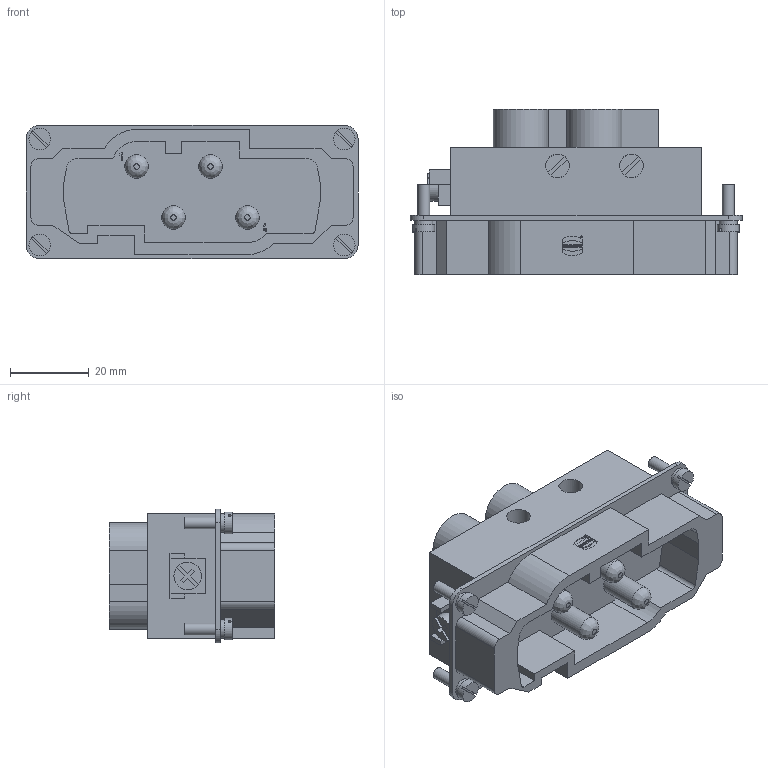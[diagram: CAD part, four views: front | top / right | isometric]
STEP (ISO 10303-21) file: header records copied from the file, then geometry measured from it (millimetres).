
FILE_DESCRIPTION(/* description */ (''),/* implementation_level */ '2;1');
FILE_NAME(/* name */ '100095056ugm000_b.stp',/* time_stamp */ '2017-10-31T10:20:56+01:00',/* author */ (''),/* organization */ (''),/* preprocessor_version */ 'ST-DEVELOPER v16',/* originating_system */ 'SIEMENS PLM Software NX 10.0',/* authorisation */ '');
FILE_SCHEMA (('AUTOMOTIVE_DESIGN { 1 0 10303 214 3 1 1 1 }'));
Length unit declared in the file: millimetre
Products named in the file (1): 100095056ugm000_b
Bounding box: 84.5 x 42 x 34 mm (x, y, z)
Volume: 54771.2 mm3; surface area: 20469.4 mm2
Topology: 1 solids, 1 shells, 493 faces, 1320 edges, 879 vertices
Faces by surface type: plane 437, cylinder 48, bspline 8
Full cylindrical faces by diameter (mm): 0.377 x1, 0.493 x1, 3 x4, 4.7 x4, 5.5 x4, 6 x8, 7 x1, 7.2 x4
Entity records: 16907 total; most frequent: CARTESIAN_POINT 2834, ORIENTED_EDGE 2578, DIRECTION 2389, EDGE_CURVE 1289, LINE 1145, VECTOR 1145, VERTEX_POINT 878, AXIS2_PLACEMENT_3D 622
